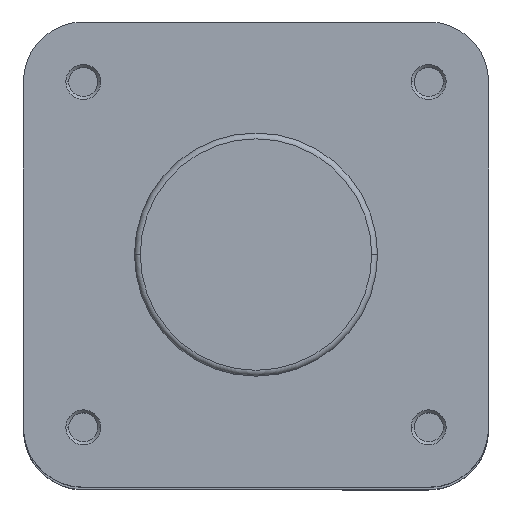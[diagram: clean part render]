
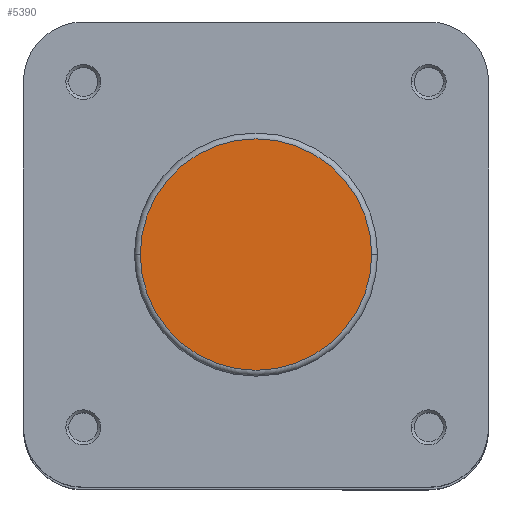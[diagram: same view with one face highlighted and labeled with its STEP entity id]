
A CAD part, top view. The second image highlights one B-rep face of the part: STEP entity #5390.
In plain terms, the highlighted planar face has unit normal (0, 0, 1).
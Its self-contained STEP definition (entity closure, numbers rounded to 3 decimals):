
#716 = FACE_OUTER_BOUND ( 'NONE', #4964, .T. ) ;
#965 = PLANE ( 'NONE',  #3418 ) ;
#968 = CARTESIAN_POINT ( 'NONE',  ( 0., 20.9, 0. ) ) ;
#974 = DIRECTION ( 'NONE',  ( 0., 0., -1. ) ) ;
#975 = DIRECTION ( 'NONE',  ( -1., 0., 0. ) ) ;
#1620 = VERTEX_POINT ( 'NONE', #2017 ) ;
#1621 = VERTEX_POINT ( 'NONE', #2018 ) ;
#2017 = CARTESIAN_POINT ( 'NONE',  ( 19.9, 0., 0. ) ) ;
#2018 = CARTESIAN_POINT ( 'NONE',  ( -19.9, 0., 0. ) ) ;
#2793 = EDGE_CURVE ( 'NONE', #1620, #1621, #4496, .T. ) ;
#2845 = EDGE_CURVE ( 'NONE', #1621, #1620, #4573, .T. ) ;
#3147 = AXIS2_PLACEMENT_3D ( 'NONE', #5635, #5636, #5637 ) ;
#3171 = AXIS2_PLACEMENT_3D ( 'NONE', #5756, #5763, #5764 ) ;
#3418 = AXIS2_PLACEMENT_3D ( 'NONE', #968, #974, #975 ) ;
#4496 = CIRCLE ( 'NONE', #3147, 19.9 ) ;
#4573 = CIRCLE ( 'NONE', #3171, 19.9 ) ;
#4964 = EDGE_LOOP ( 'NONE', ( #5193, #5220 ) ) ;
#5193 = ORIENTED_EDGE ( 'NONE', *, *, #2845, .T. ) ;
#5220 = ORIENTED_EDGE ( 'NONE', *, *, #2793, .T. ) ;
#5390 = ADVANCED_FACE ( 'NONE', ( #716 ), #965, .F. ) ;
#5635 = CARTESIAN_POINT ( 'NONE',  ( 0., 0., 0. ) ) ;
#5636 = DIRECTION ( 'NONE',  ( 0., 0., 1. ) ) ;
#5637 = DIRECTION ( 'NONE',  ( -1., 0., 0. ) ) ;
#5756 = CARTESIAN_POINT ( 'NONE',  ( 0., 0., 0. ) ) ;
#5763 = DIRECTION ( 'NONE',  ( 0., 0., 1. ) ) ;
#5764 = DIRECTION ( 'NONE',  ( -1., 0., 0. ) ) ;
